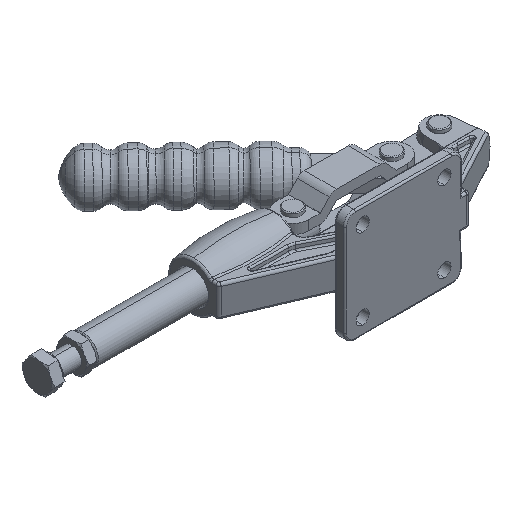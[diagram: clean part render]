
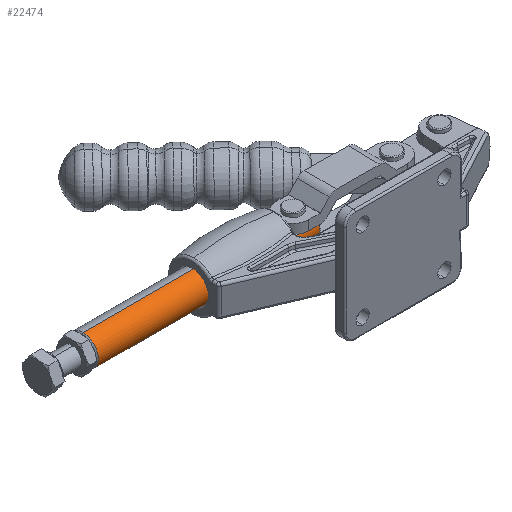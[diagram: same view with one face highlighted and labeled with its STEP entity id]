
A CAD part, isometric view. The second image highlights one B-rep face of the part: STEP entity #22474.
In plain terms, the highlighted cylindrical face has radius 9.425 mm (diameter 18.85 mm), a partial arc.
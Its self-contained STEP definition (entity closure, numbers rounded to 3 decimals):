
#1285 = VECTOR ( 'NONE', #20424, 1000. ) ;
#1288 = VECTOR ( 'NONE', #20433, 1000. ) ;
#1312 = AXIS2_PLACEMENT_3D ( 'NONE', #21069, #21070, #21071 ) ;
#1313 = AXIS2_PLACEMENT_3D ( 'NONE', #21072, #21073, #21074 ) ;
#1316 = AXIS2_PLACEMENT_3D ( 'NONE', #21082, #21083, #21084 ) ;
#1323 = VECTOR ( 'NONE', #21101, 1000. ) ;
#1324 = AXIS2_PLACEMENT_3D ( 'NONE', #21115, #21116, #21117 ) ;
#1327 = VECTOR ( 'NONE', #21124, 1000. ) ;
#5005 = CARTESIAN_POINT ( 'NONE',  ( 69., 0., 0. ) ) ;
#5006 = DIRECTION ( 'NONE',  ( -1., 0., 0. ) ) ;
#5007 = DIRECTION ( 'NONE',  ( 0., 0., 1. ) ) ;
#6920 = EDGE_LOOP ( 'NONE', ( #9957, #9959, #9960, #9958, #9961, #9963, #9964, #9962 ) ) ;
#7049 = VERTEX_POINT ( 'NONE', #18083 ) ;
#9957 = ORIENTED_EDGE ( 'NONE', *, *, #13131, .F. ) ;
#9958 = ORIENTED_EDGE ( 'NONE', *, *, #13162, .F. ) ;
#9959 = ORIENTED_EDGE ( 'NONE', *, *, #13159, .F. ) ;
#9960 = ORIENTED_EDGE ( 'NONE', *, *, #13167, .F. ) ;
#9961 = ORIENTED_EDGE ( 'NONE', *, *, #13174, .T. ) ;
#9962 = ORIENTED_EDGE ( 'NONE', *, *, #13158, .F. ) ;
#9963 = ORIENTED_EDGE ( 'NONE', *, *, #13172, .F. ) ;
#9964 = ORIENTED_EDGE ( 'NONE', *, *, #13134, .T. ) ;
#11679 = VERTEX_POINT ( 'NONE', #18709 ) ;
#11680 = VERTEX_POINT ( 'NONE', #18710 ) ;
#11681 = VERTEX_POINT ( 'NONE', #18711 ) ;
#12281 = VERTEX_POINT ( 'NONE', #18726 ) ;
#12282 = VERTEX_POINT ( 'NONE', #18727 ) ;
#12283 = VERTEX_POINT ( 'NONE', #18728 ) ;
#12285 = VERTEX_POINT ( 'NONE', #18730 ) ;
#13131 = EDGE_CURVE ( 'NONE', #12285, #12283, #20422, .T. ) ;
#13134 = EDGE_CURVE ( 'NONE', #12281, #12282, #20431, .T. ) ;
#13158 = EDGE_CURVE ( 'NONE', #12283, #12282, #23240, .T. ) ;
#13159 = EDGE_CURVE ( 'NONE', #11681, #12285, #23241, .T. ) ;
#13162 = EDGE_CURVE ( 'NONE', #11680, #11679, #23242, .T. ) ;
#13167 = EDGE_CURVE ( 'NONE', #11679, #11681, #21099, .T. ) ;
#13172 = EDGE_CURVE ( 'NONE', #12281, #7049, #23247, .T. ) ;
#13174 = EDGE_CURVE ( 'NONE', #11680, #7049, #21122, .T. ) ;
#18083 = CARTESIAN_POINT ( 'NONE',  ( 49., -8.534, 4. ) ) ;
#18709 = CARTESIAN_POINT ( 'NONE',  ( 69., -8.534, -4. ) ) ;
#18710 = CARTESIAN_POINT ( 'NONE',  ( 69., -8.534, 4. ) ) ;
#18711 = CARTESIAN_POINT ( 'NONE',  ( 49., -8.534, -4. ) ) ;
#18726 = CARTESIAN_POINT ( 'NONE',  ( 49., 0., 9.425 ) ) ;
#18727 = CARTESIAN_POINT ( 'NONE',  ( -69., 0., 9.425 ) ) ;
#18728 = CARTESIAN_POINT ( 'NONE',  ( -69., 0., -9.425 ) ) ;
#18730 = CARTESIAN_POINT ( 'NONE',  ( 49., 0., -9.425 ) ) ;
#20422 = LINE ( 'NONE', #20423, #1285 ) ;
#20423 = CARTESIAN_POINT ( 'NONE',  ( 69., 0., -9.425 ) ) ;
#20424 = DIRECTION ( 'NONE',  ( -1., 0., 0. ) ) ;
#20431 = LINE ( 'NONE', #20432, #1288 ) ;
#20432 = CARTESIAN_POINT ( 'NONE',  ( 69., 0., 9.425 ) ) ;
#20433 = DIRECTION ( 'NONE',  ( -1., 0., 0. ) ) ;
#21069 = CARTESIAN_POINT ( 'NONE',  ( -69., 0., 0. ) ) ;
#21070 = DIRECTION ( 'NONE',  ( -1., 0., 0. ) ) ;
#21071 = DIRECTION ( 'NONE',  ( 0., 0., 1. ) ) ;
#21072 = CARTESIAN_POINT ( 'NONE',  ( 49., 0., 0. ) ) ;
#21073 = DIRECTION ( 'NONE',  ( 1., 0., 0. ) ) ;
#21074 = DIRECTION ( 'NONE',  ( 0., 0., 1. ) ) ;
#21082 = CARTESIAN_POINT ( 'NONE',  ( 69., 0., 0. ) ) ;
#21083 = DIRECTION ( 'NONE',  ( 1., 0., 0. ) ) ;
#21084 = DIRECTION ( 'NONE',  ( 0., 0., 1. ) ) ;
#21099 = LINE ( 'NONE', #21100, #1323 ) ;
#21100 = CARTESIAN_POINT ( 'NONE',  ( 0., -8.534, -4. ) ) ;
#21101 = DIRECTION ( 'NONE',  ( -1., 0., 0. ) ) ;
#21115 = CARTESIAN_POINT ( 'NONE',  ( 49., 0., 0. ) ) ;
#21116 = DIRECTION ( 'NONE',  ( 1., 0., 0. ) ) ;
#21117 = DIRECTION ( 'NONE',  ( 0., 0., 1. ) ) ;
#21122 = LINE ( 'NONE', #21123, #1327 ) ;
#21123 = CARTESIAN_POINT ( 'NONE',  ( 59.5, -8.534, 4. ) ) ;
#21124 = DIRECTION ( 'NONE',  ( -1., 0., 0. ) ) ;
#22474 = ADVANCED_FACE ( 'NONE', ( #25559 ), #25561, .T. ) ;
#23240 = CIRCLE ( 'NONE', #1312, 9.425 ) ;
#23241 = CIRCLE ( 'NONE', #1313, 9.425 ) ;
#23242 = CIRCLE ( 'NONE', #1316, 9.425 ) ;
#23247 = CIRCLE ( 'NONE', #1324, 9.425 ) ;
#25559 = FACE_OUTER_BOUND ( 'NONE', #6920, .T. ) ;
#25561 = CYLINDRICAL_SURFACE ( 'NONE', #25562, 9.425 ) ;
#25562 = AXIS2_PLACEMENT_3D ( 'NONE', #5005, #5006, #5007 ) ;
